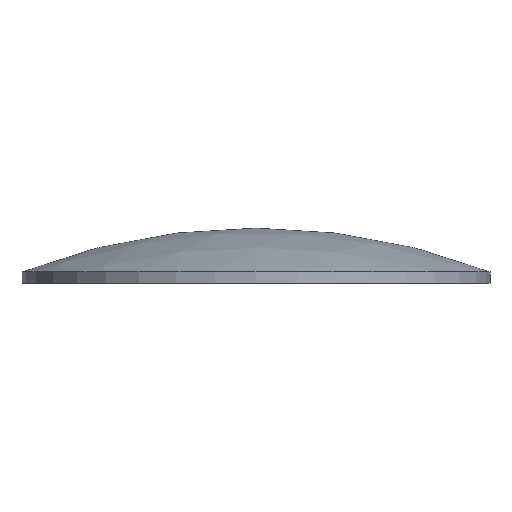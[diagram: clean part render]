
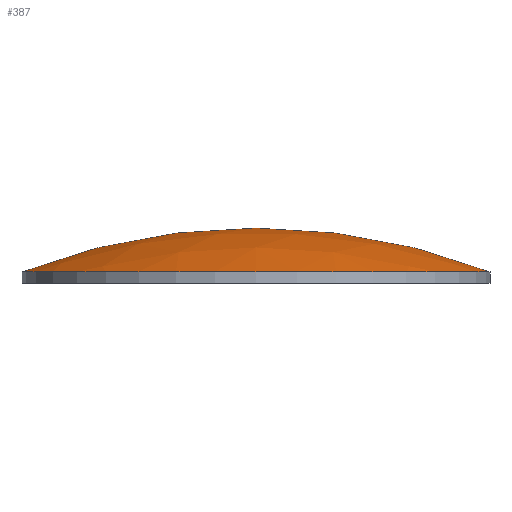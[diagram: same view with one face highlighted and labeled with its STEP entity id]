
A CAD part, top view. The second image highlights one B-rep face of the part: STEP entity #387.
In plain terms, the highlighted spherical face has radius 140.573 mm.
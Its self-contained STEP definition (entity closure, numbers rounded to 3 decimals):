
#279 = SPHERICAL_SURFACE ( 'NONE', #3872, 140.573 ) ;
#387 = ADVANCED_FACE ( 'NONE', ( #8962 ), #279, .T. ) ;
#569 = DIRECTION ( 'NONE',  ( 0., -1., 0. ) ) ;
#2742 = ORIENTED_EDGE ( 'NONE', *, *, #8806, .F. ) ;
#2747 = AXIS2_PLACEMENT_3D ( 'NONE', #11348, #569, #3275 ) ;
#3194 = AXIS2_PLACEMENT_3D ( 'NONE', #7684, #4179, #9416 ) ;
#3275 = DIRECTION ( 'NONE',  ( 1., 0., 0. ) ) ;
#3872 = AXIS2_PLACEMENT_3D ( 'NONE', #10452, #10406, #11285 ) ;
#4129 = VERTEX_POINT ( 'NONE', #5902 ) ;
#4179 = DIRECTION ( 'NONE',  ( 0., 0., 1. ) ) ;
#4249 = DIRECTION ( 'NONE',  ( 0., 0., -1. ) ) ;
#4960 = EDGE_CURVE ( 'NONE', #5245, #4129, #11293, .T. ) ;
#5055 = EDGE_CURVE ( 'NONE', #5245, #11613, #6518, .T. ) ;
#5185 = CARTESIAN_POINT ( 'NONE',  ( 0., -128.573, 0. ) ) ;
#5245 = VERTEX_POINT ( 'NONE', #8176 ) ;
#5683 = EDGE_LOOP ( 'NONE', ( #7172, #10722, #2742 ) ) ;
#5902 = CARTESIAN_POINT ( 'NONE',  ( -50.8, 2.5, 0. ) ) ;
#6518 = CIRCLE ( 'NONE', #7235, 140.573 ) ;
#6958 = CIRCLE ( 'NONE', #2747, 50.8 ) ;
#7172 = ORIENTED_EDGE ( 'NONE', *, *, #5055, .F. ) ;
#7235 = AXIS2_PLACEMENT_3D ( 'NONE', #5185, #4249, #10505 ) ;
#7684 = CARTESIAN_POINT ( 'NONE',  ( 0., -128.573, 0. ) ) ;
#8176 = CARTESIAN_POINT ( 'NONE',  ( 0., 12., 0. ) ) ;
#8806 = EDGE_CURVE ( 'NONE', #11613, #4129, #6958, .T. ) ;
#8962 = FACE_OUTER_BOUND ( 'NONE', #5683, .T. ) ;
#8997 = CARTESIAN_POINT ( 'NONE',  ( 50.8, 2.5, 0. ) ) ;
#9416 = DIRECTION ( 'NONE',  ( 1., 0., 0. ) ) ;
#10406 = DIRECTION ( 'NONE',  ( 0., 0., 1. ) ) ;
#10452 = CARTESIAN_POINT ( 'NONE',  ( 0., -128.573, 0. ) ) ;
#10505 = DIRECTION ( 'NONE',  ( -1., 0., 0. ) ) ;
#10722 = ORIENTED_EDGE ( 'NONE', *, *, #4960, .T. ) ;
#11285 = DIRECTION ( 'NONE',  ( 1., 0., 0. ) ) ;
#11293 = CIRCLE ( 'NONE', #3194, 140.573 ) ;
#11348 = CARTESIAN_POINT ( 'NONE',  ( 0., 2.5, 0. ) ) ;
#11613 = VERTEX_POINT ( 'NONE', #8997 ) ;
